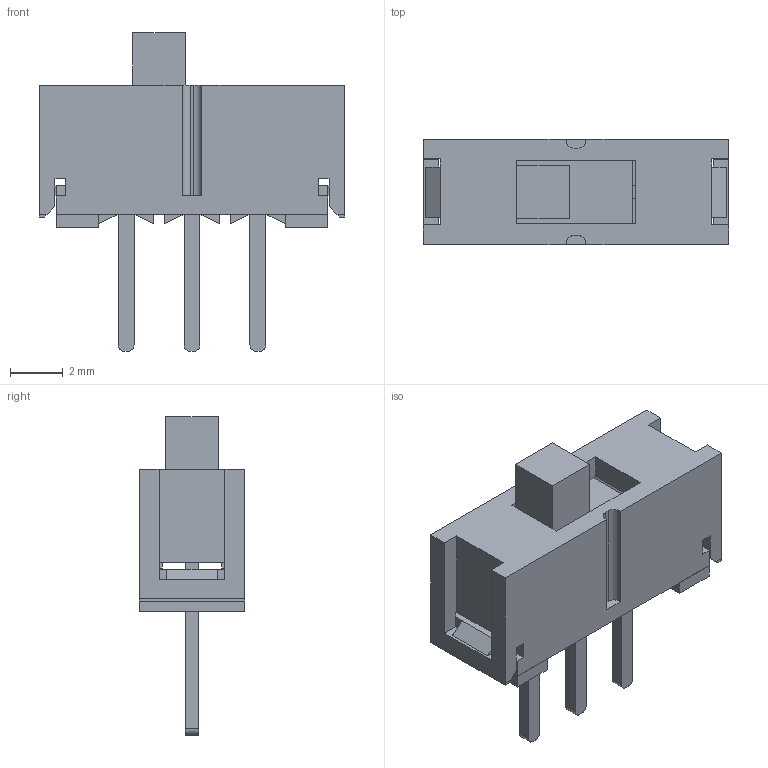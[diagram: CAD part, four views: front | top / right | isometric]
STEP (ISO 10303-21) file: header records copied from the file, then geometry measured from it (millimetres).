
FILE_DESCRIPTION(/* description */ (''),/* implementation_level */ '2;1');
FILE_NAME(/* name */ 'switch.step',/* time_stamp */ '2020-07-03T11:48:41-07:00',/* author */ (''),/* organization */ (''),/* preprocessor_version */ 'ST-DEVELOPER v18.1',/* originating_system */ 'Autodesk Translation Framework v9.3.0.1241',/* authorisation */ '');
FILE_SCHEMA (('AUTOMOTIVE_DESIGN { 1 0 10303 214 3 1 1 }'));
Length unit declared in the file: inch
Products named in the file (1): switch
Bounding box: 11.6 x 4 x 12.1 mm (x, y, z)
Volume: 166.8 mm3; surface area: 616.5 mm2
Topology: 14 solids, 14 shells, 195 faces, 502 edges, 328 vertices
Faces by surface type: plane 185, cylinder 10
Entity records: 5875 total; most frequent: CARTESIAN_POINT 1026, ORIENTED_EDGE 1004, DIRECTION 914, EDGE_CURVE 502, LINE 482, VECTOR 482, VERTEX_POINT 328, AXIS2_PLACEMENT_3D 216
